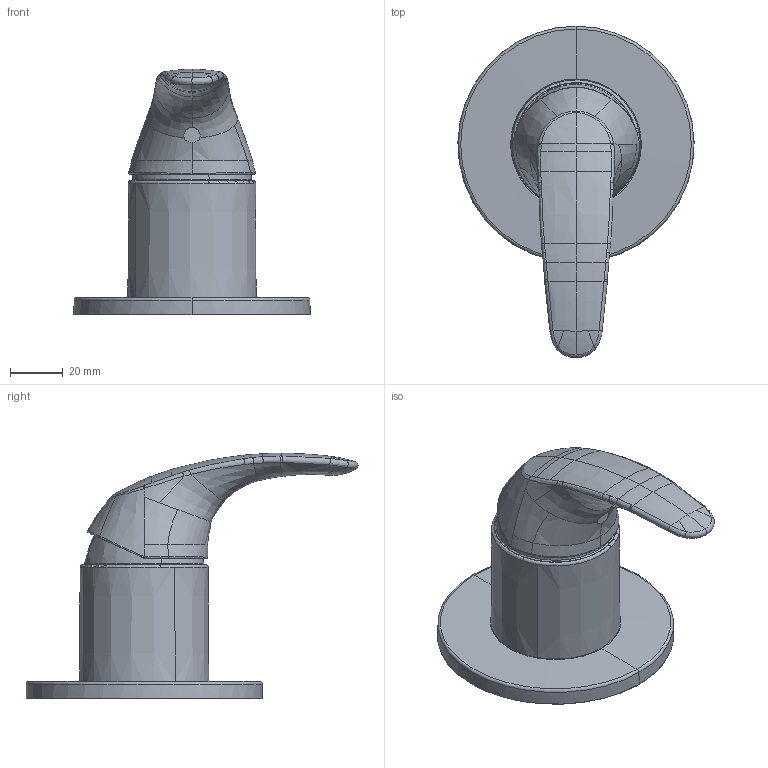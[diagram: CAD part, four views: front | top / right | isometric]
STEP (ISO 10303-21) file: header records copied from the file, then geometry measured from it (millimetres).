
FILE_DESCRIPTION (( 'STEP AP203' ), '1' );
FILE_NAME ('50709903.STEP', '2018-06-07T04:41:58', ( '' ), ( '' ), 'SwSTEP 2.0', 'SolidWorks 2016', '' );
FILE_SCHEMA (( 'CONFIG_CONTROL_DESIGN' ));
Length unit declared in the file: millimetre
Products named in the file (1): 50709903
Bounding box: 89.98 x 126.44 x 93.5 mm (x, y, z)
Volume: 180811.5 mm3; surface area: 27942.1 mm2
Topology: 1 solids, 1 shells, 113 faces, 270 edges, 162 vertices
Faces by surface type: bspline 90, torus 6, plane 6, cylinder 5, cone 4, sphere 2
Entity records: 10485 total; most frequent: CARTESIAN_POINT 8493, ORIENTED_EDGE 540, EDGE_CURVE 270, B_SPLINE_CURVE_WITH_KNOTS 207, VERTEX_POINT 162, DIRECTION 148, EDGE_LOOP 116, FACE_OUTER_BOUND 113
